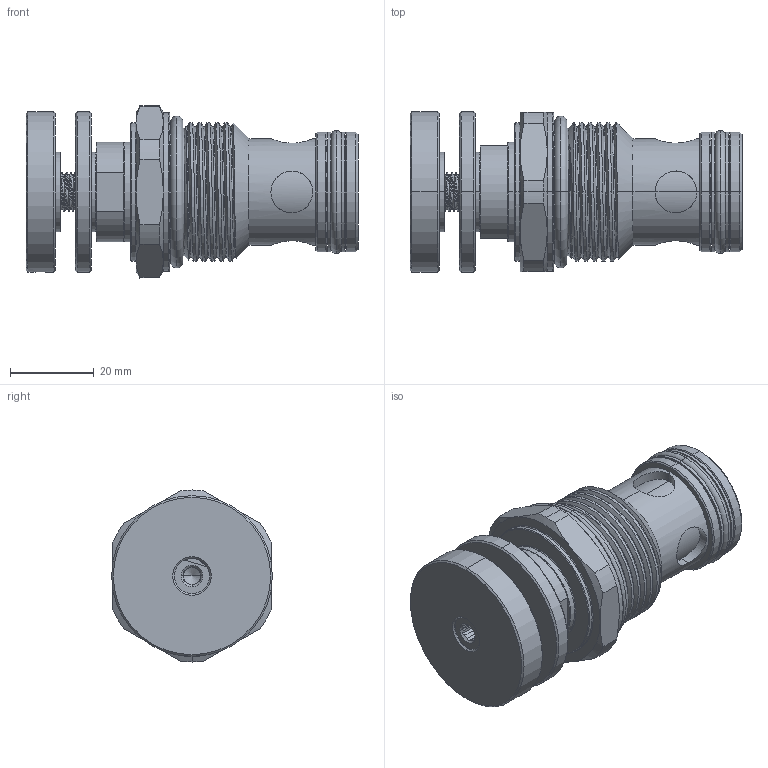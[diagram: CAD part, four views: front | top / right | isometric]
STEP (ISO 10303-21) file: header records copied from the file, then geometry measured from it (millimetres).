
FILE_DESCRIPTION (( 'STEP AP203' ), '1' );
FILE_NAME ('NC16W20-B.STEP', '2020-12-22T02:14:06', ( '' ), ( '' ), 'SwSTEP 2.0', 'SolidWorks 2018', '' );
FILE_SCHEMA (( 'CONFIG_CONTROL_DESIGN' ));
Length unit declared in the file: millimetre
Products named in the file (1): NC16W20-B
Bounding box: 79.31 x 38.4 x 41.1 mm (x, y, z)
Volume: 55972.3 mm3; surface area: 18196.7 mm2
Topology: 4 solids, 5 shells, 311 faces, 941 edges, 599 vertices
Faces by surface type: cylinder 161, plane 66, cone 45, torus 26, bspline 13
Entity records: 30644 total; most frequent: CARTESIAN_POINT 23320, ORIENTED_EDGE 1874, DIRECTION 1243, EDGE_CURVE 937, VERTEX_POINT 599, AXIS2_PLACEMENT_3D 517, EDGE_LOOP 332, FACE_OUTER_BOUND 311
